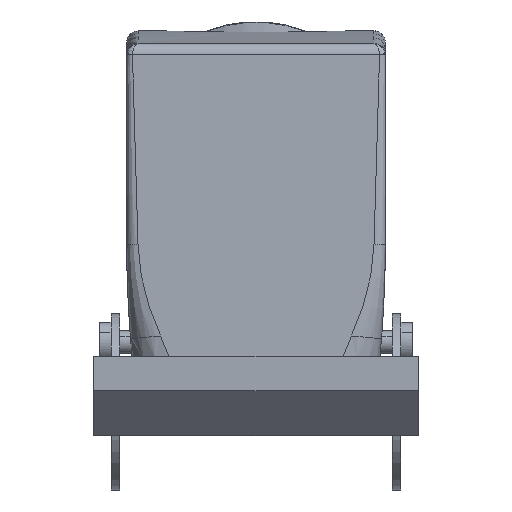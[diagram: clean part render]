
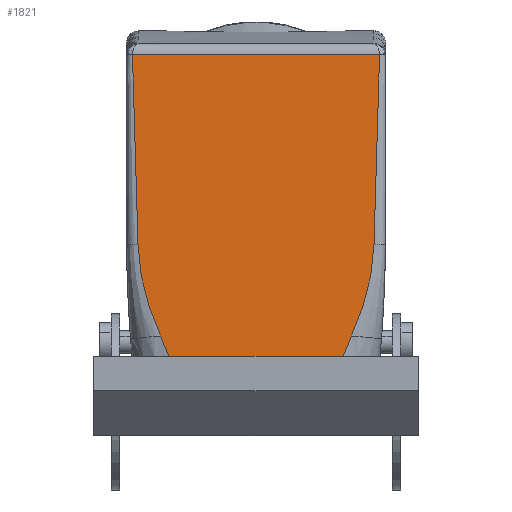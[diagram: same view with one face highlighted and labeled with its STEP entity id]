
A CAD part, front view. The second image highlights one B-rep face of the part: STEP entity #1821.
In plain terms, the highlighted planar face has unit normal (0, -1, 0.013).
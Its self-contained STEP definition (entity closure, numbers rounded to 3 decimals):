
#1706=AXIS2_PLACEMENT_3D('Plane Axis2P3D',#1703,#1704,#1705) ;
#414=CARTESIAN_POINT('Vertex',(14.727,18.,19.8)) ;
#483=CARTESIAN_POINT('Vertex',(42.273,18.,19.8)) ;
#486=CARTESIAN_POINT('Line Origine',(28.5,18.,19.8)) ;
#1005=CARTESIAN_POINT('Control Point',(11.732,18.095,27.086)) ;
#1006=CARTESIAN_POINT('Control Point',(12.038,18.086,26.36)) ;
#1007=CARTESIAN_POINT('Control Point',(12.346,18.076,25.634)) ;
#1008=CARTESIAN_POINT('Control Point',(12.654,18.067,24.906)) ;
#1009=CARTESIAN_POINT('Control Point',(13.263,18.048,23.449)) ;
#1010=CARTESIAN_POINT('Control Point',(13.859,18.029,21.991)) ;
#1011=CARTESIAN_POINT('Control Point',(14.151,18.019,21.262)) ;
#1012=CARTESIAN_POINT('Control Point',(14.44,18.01,20.531)) ;
#1013=CARTESIAN_POINT('Control Point',(14.727,18.,19.8)) ;
#1014=CARTESIAN_POINT('Vertex',(11.732,18.095,27.086)) ;
#1682=CARTESIAN_POINT('Vertex',(45.268,18.095,27.086)) ;
#1686=CARTESIAN_POINT('Control Point',(45.268,18.095,27.086)) ;
#1687=CARTESIAN_POINT('Control Point',(44.962,18.086,26.36)) ;
#1688=CARTESIAN_POINT('Control Point',(44.654,18.076,25.634)) ;
#1689=CARTESIAN_POINT('Control Point',(44.346,18.067,24.906)) ;
#1690=CARTESIAN_POINT('Control Point',(43.737,18.048,23.449)) ;
#1691=CARTESIAN_POINT('Control Point',(43.141,18.029,21.991)) ;
#1692=CARTESIAN_POINT('Control Point',(42.849,18.019,21.262)) ;
#1693=CARTESIAN_POINT('Control Point',(42.56,18.01,20.531)) ;
#1694=CARTESIAN_POINT('Control Point',(42.273,18.,19.8)) ;
#1703=CARTESIAN_POINT('Axis2P3D Location',(28.5,19.046,99.715)) ;
#1709=CARTESIAN_POINT('Control Point',(6.771,18.743,76.527)) ;
#1710=CARTESIAN_POINT('Control Point',(6.779,18.733,75.824)) ;
#1711=CARTESIAN_POINT('Control Point',(6.788,18.724,75.124)) ;
#1712=CARTESIAN_POINT('Control Point',(6.795,18.717,74.57)) ;
#1713=CARTESIAN_POINT('Control Point',(6.815,18.699,73.206)) ;
#1714=CARTESIAN_POINT('Control Point',(6.838,18.681,71.841)) ;
#1715=CARTESIAN_POINT('Control Point',(6.85,18.673,71.173)) ;
#1716=CARTESIAN_POINT('Control Point',(6.961,18.594,65.171)) ;
#1717=CARTESIAN_POINT('Control Point',(7.127,18.515,59.17)) ;
#1718=CARTESIAN_POINT('Control Point',(7.31,18.445,53.827)) ;
#1719=CARTESIAN_POINT('Control Point',(7.48,18.376,48.493)) ;
#1720=CARTESIAN_POINT('Control Point',(7.749,18.306,43.165)) ;
#1721=CARTESIAN_POINT('Vertex',(7.749,18.306,43.165)) ;
#1723=CARTESIAN_POINT('Vertex',(6.771,18.743,76.527)) ;
#1727=CARTESIAN_POINT('Control Point',(7.749,18.306,43.165)) ;
#1728=CARTESIAN_POINT('Control Point',(7.761,18.303,42.926)) ;
#1729=CARTESIAN_POINT('Control Point',(7.773,18.3,42.689)) ;
#1730=CARTESIAN_POINT('Control Point',(7.786,18.297,42.464)) ;
#1731=CARTESIAN_POINT('Control Point',(7.805,18.293,42.146)) ;
#1732=CARTESIAN_POINT('Control Point',(7.827,18.288,41.827)) ;
#1733=CARTESIAN_POINT('Control Point',(7.832,18.287,41.748)) ;
#1734=CARTESIAN_POINT('Control Point',(7.919,18.271,40.51)) ;
#1735=CARTESIAN_POINT('Control Point',(8.041,18.255,39.275)) ;
#1736=CARTESIAN_POINT('Control Point',(8.203,18.24,38.124)) ;
#1737=CARTESIAN_POINT('Control Point',(8.646,18.209,35.759)) ;
#1738=CARTESIAN_POINT('Control Point',(9.295,18.179,33.439)) ;
#1739=CARTESIAN_POINT('Control Point',(9.682,18.163,32.254)) ;
#1740=CARTESIAN_POINT('Control Point',(10.317,18.14,30.506)) ;
#1741=CARTESIAN_POINT('Control Point',(11.013,18.118,28.782)) ;
#1742=CARTESIAN_POINT('Control Point',(11.249,18.11,28.215)) ;
#1743=CARTESIAN_POINT('Control Point',(11.489,18.103,27.65)) ;
#1744=CARTESIAN_POINT('Control Point',(11.732,18.095,27.086)) ;
#1747=CARTESIAN_POINT('Control Point',(49.251,18.306,43.165)) ;
#1748=CARTESIAN_POINT('Control Point',(49.239,18.303,42.926)) ;
#1749=CARTESIAN_POINT('Control Point',(49.227,18.3,42.689)) ;
#1750=CARTESIAN_POINT('Control Point',(49.214,18.297,42.464)) ;
#1751=CARTESIAN_POINT('Control Point',(49.195,18.293,42.146)) ;
#1752=CARTESIAN_POINT('Control Point',(49.173,18.288,41.827)) ;
#1753=CARTESIAN_POINT('Control Point',(49.168,18.287,41.748)) ;
#1754=CARTESIAN_POINT('Control Point',(49.081,18.271,40.51)) ;
#1755=CARTESIAN_POINT('Control Point',(48.959,18.255,39.275)) ;
#1756=CARTESIAN_POINT('Control Point',(48.797,18.24,38.124)) ;
#1757=CARTESIAN_POINT('Control Point',(48.354,18.209,35.759)) ;
#1758=CARTESIAN_POINT('Control Point',(47.705,18.179,33.439)) ;
#1759=CARTESIAN_POINT('Control Point',(47.318,18.163,32.254)) ;
#1760=CARTESIAN_POINT('Control Point',(46.683,18.14,30.506)) ;
#1761=CARTESIAN_POINT('Control Point',(45.987,18.118,28.782)) ;
#1762=CARTESIAN_POINT('Control Point',(45.751,18.11,28.215)) ;
#1763=CARTESIAN_POINT('Control Point',(45.511,18.103,27.65)) ;
#1764=CARTESIAN_POINT('Control Point',(45.268,18.095,27.086)) ;
#1765=CARTESIAN_POINT('Vertex',(49.251,18.306,43.165)) ;
#1769=CARTESIAN_POINT('Control Point',(50.229,18.743,76.527)) ;
#1770=CARTESIAN_POINT('Control Point',(50.221,18.733,75.824)) ;
#1771=CARTESIAN_POINT('Control Point',(50.212,18.724,75.124)) ;
#1772=CARTESIAN_POINT('Control Point',(50.205,18.717,74.57)) ;
#1773=CARTESIAN_POINT('Control Point',(50.185,18.699,73.206)) ;
#1774=CARTESIAN_POINT('Control Point',(50.162,18.681,71.841)) ;
#1775=CARTESIAN_POINT('Control Point',(50.15,18.673,71.173)) ;
#1776=CARTESIAN_POINT('Control Point',(50.039,18.594,65.171)) ;
#1777=CARTESIAN_POINT('Control Point',(49.873,18.515,59.17)) ;
#1778=CARTESIAN_POINT('Control Point',(49.69,18.445,53.827)) ;
#1779=CARTESIAN_POINT('Control Point',(49.52,18.376,48.493)) ;
#1780=CARTESIAN_POINT('Control Point',(49.251,18.306,43.165)) ;
#1781=CARTESIAN_POINT('Vertex',(50.229,18.743,76.527)) ;
#1785=CARTESIAN_POINT('Control Point',(50.225,18.744,76.625)) ;
#1786=CARTESIAN_POINT('Control Point',(50.227,18.744,76.606)) ;
#1787=CARTESIAN_POINT('Control Point',(50.228,18.743,76.586)) ;
#1788=CARTESIAN_POINT('Control Point',(50.229,18.743,76.567)) ;
#1789=CARTESIAN_POINT('Control Point',(50.229,18.743,76.547)) ;
#1790=CARTESIAN_POINT('Control Point',(50.229,18.743,76.527)) ;
#1791=CARTESIAN_POINT('Vertex',(50.225,18.744,76.625)) ;
#1794=CARTESIAN_POINT('Line Origine',(28.5,18.744,76.625)) ;
#1798=CARTESIAN_POINT('Vertex',(6.775,18.744,76.625)) ;
#1802=CARTESIAN_POINT('Control Point',(6.775,18.744,76.625)) ;
#1803=CARTESIAN_POINT('Control Point',(6.773,18.744,76.606)) ;
#1804=CARTESIAN_POINT('Control Point',(6.772,18.743,76.586)) ;
#1805=CARTESIAN_POINT('Control Point',(6.771,18.743,76.567)) ;
#1806=CARTESIAN_POINT('Control Point',(6.771,18.743,76.547)) ;
#1807=CARTESIAN_POINT('Control Point',(6.771,18.743,76.527)) ;
#487=DIRECTION('Vector Direction',(-1.,0.,0.)) ;
#1704=DIRECTION('Axis2P3D Direction',(0.,-1.,0.013)) ;
#1705=DIRECTION('Axis2P3D XDirection',(-1.,0.,0.)) ;
#1795=DIRECTION('Vector Direction',(-1.,0.,0.)) ;
#488=VECTOR('Line Direction',#487,1.) ;
#1796=VECTOR('Line Direction',#1795,1.) ;
#1810=ORIENTED_EDGE('',*,*,#1725,.F.) ;
#1811=ORIENTED_EDGE('',*,*,#1745,.F.) ;
#1812=ORIENTED_EDGE('',*,*,#1016,.F.) ;
#1813=ORIENTED_EDGE('',*,*,#490,.T.) ;
#1814=ORIENTED_EDGE('',*,*,#1695,.T.) ;
#1815=ORIENTED_EDGE('',*,*,#1767,.T.) ;
#1816=ORIENTED_EDGE('',*,*,#1783,.T.) ;
#1817=ORIENTED_EDGE('',*,*,#1793,.T.) ;
#1818=ORIENTED_EDGE('',*,*,#1800,.F.) ;
#1819=ORIENTED_EDGE('',*,*,#1808,.F.) ;
#1821=ADVANCED_FACE('Hood',(#1820),#1707,.T.) ;
#1004=B_SPLINE_CURVE_WITH_KNOTS('',5,(#1005,#1006,#1007,#1008,#1009,#1010,#1011,#1012,#1013),.UNSPECIFIED.,.F.,.U.,(6,3,6),(110.934,114.794,118.655),.UNSPECIFIED.) ;
#1685=B_SPLINE_CURVE_WITH_KNOTS('',5,(#1686,#1687,#1688,#1689,#1690,#1691,#1692,#1693,#1694),.UNSPECIFIED.,.F.,.U.,(6,3,6),(110.934,114.794,118.655),.UNSPECIFIED.) ;
#1708=B_SPLINE_CURVE_WITH_KNOTS('',5,(#1709,#1710,#1711,#1712,#1713,#1714,#1715,#1716,#1717,#1718,#1719,#1720),.UNSPECIFIED.,.F.,.U.,(6,3,3,6),(0.,4.925,9.652,47.392),.UNSPECIFIED.) ;
#1726=B_SPLINE_CURVE_WITH_KNOTS('',5,(#1727,#1728,#1729,#1730,#1731,#1732,#1733,#1734,#1735,#1736,#1737,#1738,#1739,#1740,#1741,#1742,#1743,#1744),.UNSPECIFIED.,.F.,.U.,(6,3,3,3,3,6),(0.,1.7,2.262,10.487,19.27,23.603),.UNSPECIFIED.) ;
#1746=B_SPLINE_CURVE_WITH_KNOTS('',5,(#1747,#1748,#1749,#1750,#1751,#1752,#1753,#1754,#1755,#1756,#1757,#1758,#1759,#1760,#1761,#1762,#1763,#1764),.UNSPECIFIED.,.F.,.U.,(6,3,3,3,3,6),(0.,1.7,2.262,10.487,19.27,23.603),.UNSPECIFIED.) ;
#1768=B_SPLINE_CURVE_WITH_KNOTS('',5,(#1769,#1770,#1771,#1772,#1773,#1774,#1775,#1776,#1777,#1778,#1779,#1780),.UNSPECIFIED.,.F.,.U.,(6,3,3,6),(0.,4.925,9.652,47.392),.UNSPECIFIED.) ;
#1784=B_SPLINE_CURVE_WITH_KNOTS('',5,(#1785,#1786,#1787,#1788,#1789,#1790),.UNSPECIFIED.,.F.,.U.,(6,6),(0.,0.139),.UNSPECIFIED.) ;
#1801=B_SPLINE_CURVE_WITH_KNOTS('',5,(#1802,#1803,#1804,#1805,#1806,#1807),.UNSPECIFIED.,.F.,.U.,(6,6),(0.,0.139),.UNSPECIFIED.) ;
#490=EDGE_CURVE('',#415,#484,#489,.F.) ;
#1016=EDGE_CURVE('',#415,#1015,#1004,.F.) ;
#1695=EDGE_CURVE('',#484,#1683,#1685,.F.) ;
#1725=EDGE_CURVE('',#1722,#1724,#1708,.F.) ;
#1745=EDGE_CURVE('',#1015,#1722,#1726,.F.) ;
#1767=EDGE_CURVE('',#1683,#1766,#1746,.F.) ;
#1783=EDGE_CURVE('',#1766,#1782,#1768,.F.) ;
#1793=EDGE_CURVE('',#1782,#1792,#1784,.F.) ;
#1800=EDGE_CURVE('',#1799,#1792,#1797,.F.) ;
#1808=EDGE_CURVE('',#1724,#1799,#1801,.F.) ;
#1809=EDGE_LOOP('',(#1810,#1811,#1812,#1813,#1814,#1815,#1816,#1817,#1818,#1819)) ;
#1820=FACE_OUTER_BOUND('',#1809,.T.) ;
#489=LINE('Line',#486,#488) ;
#1797=LINE('Line',#1794,#1796) ;
#1707=PLANE('',#1706) ;
#415=VERTEX_POINT('',#414) ;
#484=VERTEX_POINT('',#483) ;
#1015=VERTEX_POINT('',#1014) ;
#1683=VERTEX_POINT('',#1682) ;
#1722=VERTEX_POINT('',#1721) ;
#1724=VERTEX_POINT('',#1723) ;
#1766=VERTEX_POINT('',#1765) ;
#1782=VERTEX_POINT('',#1781) ;
#1792=VERTEX_POINT('',#1791) ;
#1799=VERTEX_POINT('',#1798) ;
